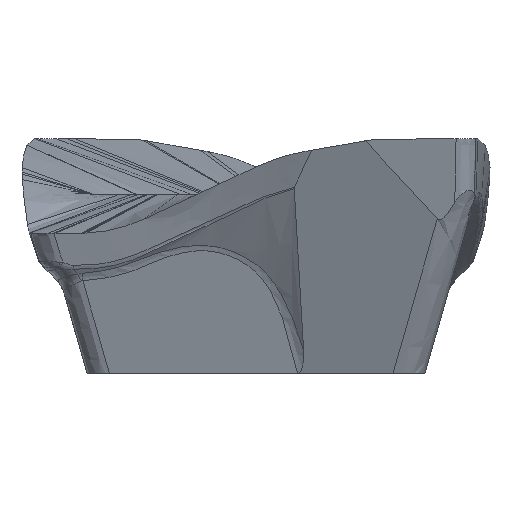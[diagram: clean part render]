
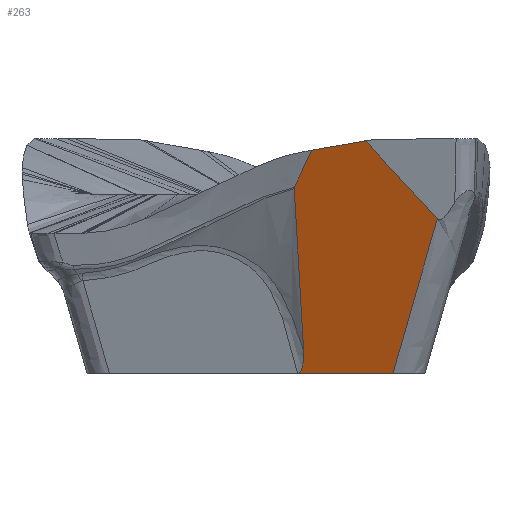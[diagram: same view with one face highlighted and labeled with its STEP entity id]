
A CAD part, left-side view. The second image highlights one B-rep face of the part: STEP entity #263.
In plain terms, the highlighted planar face has unit normal (-0.924, 0.081, -0.375).
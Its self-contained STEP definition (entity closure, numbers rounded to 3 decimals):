
#263=ADVANCED_FACE('',(#428),#382,.F.);
#382=PLANE('',#2939);
#428=FACE_OUTER_BOUND('',#582,.T.);
#582=EDGE_LOOP('',(#1097,#1098,#1099,#1100,#1101,#1102,#1103,#1104));
#703=LINE('',#3595,#783);
#722=LINE('',#6138,#802);
#729=LINE('',#6403,#809);
#730=LINE('',#6405,#810);
#783=VECTOR('',#2977,1.);
#802=VECTOR('',#3028,1.);
#809=VECTOR('',#3035,1.);
#810=VECTOR('',#3036,1.);
#1097=ORIENTED_EDGE('',*,*,#2059,.T.);
#1098=ORIENTED_EDGE('',*,*,#2060,.T.);
#1099=ORIENTED_EDGE('',*,*,#2061,.F.);
#1100=ORIENTED_EDGE('',*,*,#2062,.T.);
#1101=ORIENTED_EDGE('',*,*,#2063,.F.);
#1102=ORIENTED_EDGE('',*,*,#1916,.F.);
#1103=ORIENTED_EDGE('',*,*,#2052,.F.);
#1104=ORIENTED_EDGE('',*,*,#2031,.F.);
#1668=VERTEX_POINT('',#3594);
#1669=VERTEX_POINT('',#3596);
#1764=VERTEX_POINT('',#5183);
#1765=VERTEX_POINT('',#5190);
#1775=VERTEX_POINT('',#6367);
#1776=VERTEX_POINT('',#6378);
#1777=VERTEX_POINT('',#6402);
#1778=VERTEX_POINT('',#6404);
#1916=EDGE_CURVE('',#1668,#1669,#703,.T.);
#2031=EDGE_CURVE('',#1764,#1765,#2589,.T.);
#2052=EDGE_CURVE('',#1765,#1668,#722,.T.);
#2059=EDGE_CURVE('',#1764,#1775,#2605,.T.);
#2060=EDGE_CURVE('',#1775,#1776,#2606,.T.);
#2061=EDGE_CURVE('',#1777,#1776,#2607,.T.);
#2062=EDGE_CURVE('',#1777,#1778,#729,.T.);
#2063=EDGE_CURVE('',#1669,#1778,#730,.T.);
#2589=B_SPLINE_CURVE_WITH_KNOTS('',3,(#5184,#5185,#5186,#5187,#5188,#5189),
 .UNSPECIFIED.,.F.,.F.,(4,1,1,4),(0.,0.333,0.667,1.),
 .UNSPECIFIED.);
#2605=B_SPLINE_CURVE_WITH_KNOTS('',3,(#6361,#6362,#6363,#6364,#6365,#6366),
 .UNSPECIFIED.,.F.,.F.,(4,1,1,4),(0.,0.333,0.667,1.),
 .UNSPECIFIED.);
#2606=B_SPLINE_CURVE_WITH_KNOTS('',3,(#6368,#6369,#6370,#6371,#6372,#6373,
#6374,#6375,#6376,#6377),.UNSPECIFIED.,.F.,.F.,(4,3,3,4),(0.,0.263,
0.526,1.),.UNSPECIFIED.);
#2607=B_SPLINE_CURVE_WITH_KNOTS('',3,(#6379,#6380,#6381,#6382,#6383,#6384,
#6385,#6386,#6387,#6388,#6389,#6390,#6391,#6392,#6393,#6394,#6395,#6396,
#6397,#6398,#6399,#6400,#6401),.UNSPECIFIED.,.F.,.F.,(4,1,1,1,1,1,1,1,1,
1,1,1,1,1,1,1,1,1,1,1,4),(0.,0.05,0.1,0.15,0.2,0.25,0.3,0.35,0.4,0.45,0.5,
0.55,0.6,0.65,0.7,0.75,0.8,0.85,0.9,0.95,1.),.UNSPECIFIED.);
#2939=AXIS2_PLACEMENT_3D('',#6406,#3037,#3038);
#2977=DIRECTION('',(0.232,-0.659,-0.715));
#3028=DIRECTION('',(-0.155,-0.973,0.172));
#3035=DIRECTION('',(-0.087,-0.996,0.));
#3036=DIRECTION('',(0.382,0.255,-0.888));
#3037=DIRECTION('',(0.924,-0.081,0.375));
#3038=DIRECTION('',(-0.373,0.033,0.927));
#3594=CARTESIAN_POINT('',(-9.075,-2.235,-0.047));
#3595=CARTESIAN_POINT('',(-9.075,-2.235,-0.047));
#3596=CARTESIAN_POINT('',(-8.557,-3.704,-1.64));
#5183=CARTESIAN_POINT('',(-8.564,-0.785,-0.994));
#5184=CARTESIAN_POINT('',(-8.564,-0.785,-0.994));
#5185=CARTESIAN_POINT('',(-8.604,-0.821,-0.903));
#5186=CARTESIAN_POINT('',(-8.683,-0.895,-0.724));
#5187=CARTESIAN_POINT('',(-8.794,-1.009,-0.473));
#5188=CARTESIAN_POINT('',(-8.865,-1.091,-0.316));
#5189=CARTESIAN_POINT('',(-8.9,-1.134,-0.241));
#5190=CARTESIAN_POINT('',(-8.9,-1.134,-0.241));
#6138=CARTESIAN_POINT('',(-8.987,-1.685,-0.144));
#6361=CARTESIAN_POINT('',(-8.564,-0.785,-0.994));
#6362=CARTESIAN_POINT('',(-8.562,-0.784,-0.998));
#6363=CARTESIAN_POINT('',(-8.559,-0.781,-1.005));
#6364=CARTESIAN_POINT('',(-8.555,-0.78,-1.015));
#6365=CARTESIAN_POINT('',(-8.552,-0.78,-1.021));
#6366=CARTESIAN_POINT('',(-8.551,-0.781,-1.024));
#6367=CARTESIAN_POINT('',(-8.551,-0.781,-1.024));
#6368=CARTESIAN_POINT('',(-8.551,-0.781,-1.024));
#6369=CARTESIAN_POINT('',(-8.438,-0.826,-1.313));
#6370=CARTESIAN_POINT('',(-8.322,-0.851,-1.603));
#6371=CARTESIAN_POINT('',(-8.206,-0.871,-1.894));
#6372=CARTESIAN_POINT('',(-8.09,-0.892,-2.184));
#6373=CARTESIAN_POINT('',(-7.974,-0.907,-2.474));
#6374=CARTESIAN_POINT('',(-7.857,-0.919,-2.764));
#6375=CARTESIAN_POINT('',(-7.647,-0.942,-3.287));
#6376=CARTESIAN_POINT('',(-7.437,-0.958,-3.81));
#6377=CARTESIAN_POINT('',(-7.226,-0.973,-4.333));
#6378=CARTESIAN_POINT('',(-7.226,-0.973,-4.333));
#6379=CARTESIAN_POINT('',(-7.026,-0.849,-4.8));
#6380=CARTESIAN_POINT('',(-7.026,-0.852,-4.8));
#6381=CARTESIAN_POINT('',(-7.027,-0.859,-4.8));
#6382=CARTESIAN_POINT('',(-7.028,-0.867,-4.797));
#6383=CARTESIAN_POINT('',(-7.031,-0.876,-4.794));
#6384=CARTESIAN_POINT('',(-7.033,-0.885,-4.789));
#6385=CARTESIAN_POINT('',(-7.037,-0.894,-4.782));
#6386=CARTESIAN_POINT('',(-7.042,-0.903,-4.772));
#6387=CARTESIAN_POINT('',(-7.047,-0.911,-4.761));
#6388=CARTESIAN_POINT('',(-7.054,-0.919,-4.746));
#6389=CARTESIAN_POINT('',(-7.061,-0.927,-4.73));
#6390=CARTESIAN_POINT('',(-7.069,-0.935,-4.711));
#6391=CARTESIAN_POINT('',(-7.079,-0.942,-4.689));
#6392=CARTESIAN_POINT('',(-7.089,-0.949,-4.665));
#6393=CARTESIAN_POINT('',(-7.101,-0.955,-4.637));
#6394=CARTESIAN_POINT('',(-7.114,-0.96,-4.606));
#6395=CARTESIAN_POINT('',(-7.128,-0.965,-4.572));
#6396=CARTESIAN_POINT('',(-7.144,-0.969,-4.534));
#6397=CARTESIAN_POINT('',(-7.162,-0.972,-4.491));
#6398=CARTESIAN_POINT('',(-7.181,-0.973,-4.444));
#6399=CARTESIAN_POINT('',(-7.202,-0.974,-4.391));
#6400=CARTESIAN_POINT('',(-7.218,-0.974,-4.353));
#6401=CARTESIAN_POINT('',(-7.226,-0.973,-4.333));
#6402=CARTESIAN_POINT('',(-7.026,-0.849,-4.8));
#6403=CARTESIAN_POINT('',(-7.026,-0.849,-4.8));
#6404=CARTESIAN_POINT('',(-7.196,-2.798,-4.8));
#6405=CARTESIAN_POINT('',(-8.557,-3.704,-1.64));
#6406=CARTESIAN_POINT('',(-8.702,3.17,0.2));
